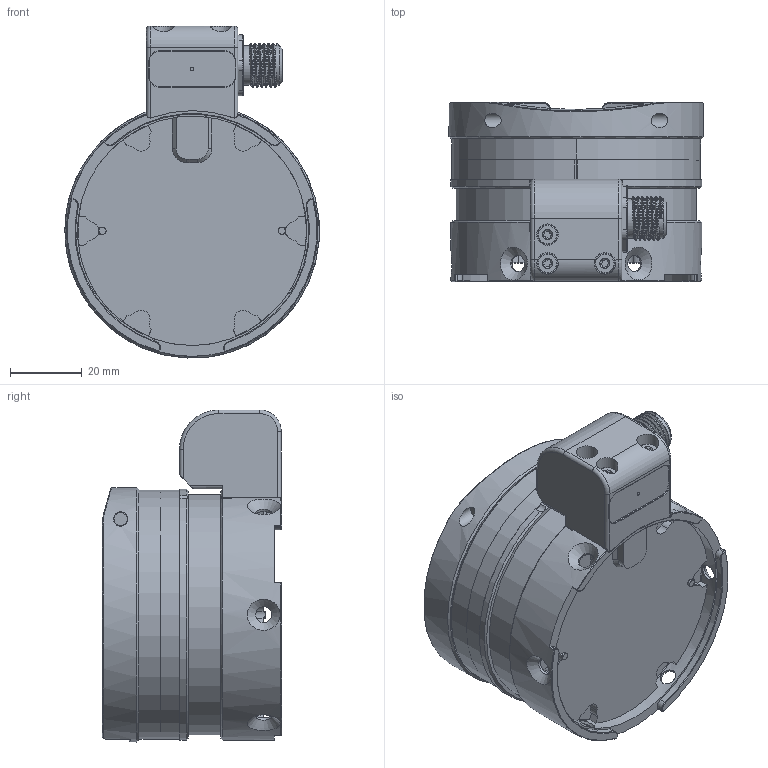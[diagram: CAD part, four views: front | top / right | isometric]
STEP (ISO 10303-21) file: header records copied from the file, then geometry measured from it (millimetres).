
FILE_DESCRIPTION (( 'STEP AP214' ), '1' );
FILE_NAME ('Hex v3.STEP', '2019-08-06T06:39:35', ( '' ), ( '' ), 'SwSTEP 2.0', 'SolidWorks 2019', '' );
FILE_SCHEMA (( 'AUTOMOTIVE_DESIGN' ));
Length unit declared in the file: millimetre
Products named in the file (15): 100022; 102772; 102481; 101950; 101949; 101721; 100515; 101943; 102775; 102773; 102689; 101924; 101707; 102774; Hex v3
Assembly tree (22 placements, depth 2):
  Hex v3
    102774
    102772
    102775
    101707
    102773
    100022
    101721  x3
    101943
    101949
    101950
    101924
    100515  x4
    102481  x4
    102689
Bounding box: 70.9 x 50 x 92.57 mm (x, y, z)
Volume: 132564.5 mm3; surface area: 76339.3 mm2
Topology: 22 solids, 22 shells, 1529 faces, 4051 edges, 2621 vertices
Faces by surface type: plane 708, cylinder 592, cone 147, torus 54, bspline 28
Full cylindrical faces by diameter (mm): 0.5 x12, 0.6 x5, 0.9 x21, 1 x2, 1.3 x12, 1.6 x4, 2 x5, 2.5 x7, 3 x3, 3.3 x3, 3.8 x4, 3.97 x1, 4 x6, 4.03 x1, 4.5 x6, 5 x4, 5.5 x3, 5.8 x4, 6 x10, 6.3 x4, 8 x3, 8.5 x2, 10 x4, 11 x7, 11.5 x1, 12 x1, 14 x2, 19 x1, 24 x1, 25 x1
Entity records: 49783 total; most frequent: CARTESIAN_POINT 18344, DIRECTION 6228, ORIENTED_EDGE 6070, EDGE_CURVE 3035, AXIS2_PLACEMENT_3D 2355, VERTEX_POINT 2077, EDGE_LOOP 1694, VECTOR 1518
